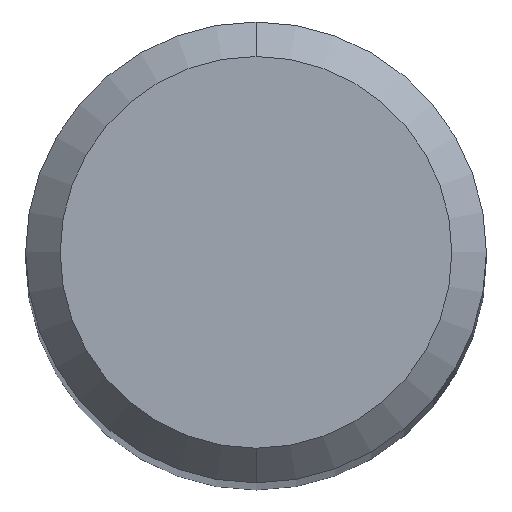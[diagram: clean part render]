
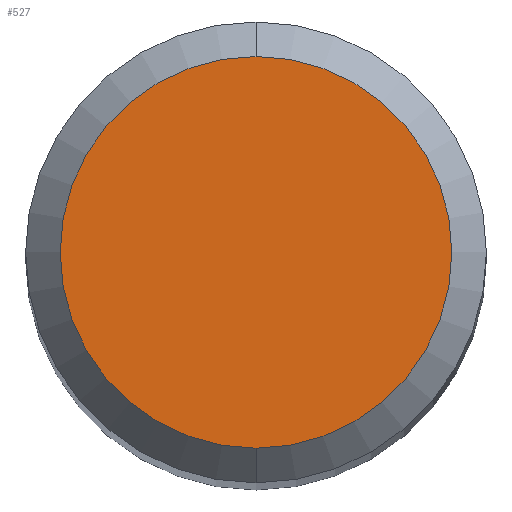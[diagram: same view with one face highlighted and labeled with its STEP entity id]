
A CAD part, top view. The second image highlights one B-rep face of the part: STEP entity #527.
In plain terms, the highlighted planar face has unit normal (0, 0, 1).
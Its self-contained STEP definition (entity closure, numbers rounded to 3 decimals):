
#527=ADVANCED_FACE('',(#1363),#1364,.T.);
#631=VERTEX_POINT('',#1475);
#671=VERTEX_POINT('',#1518);
#913=EDGE_CURVE('',#671,#631,#1783,.T.);
#1003=EDGE_CURVE('',#631,#671,#1881,.T.);
#1363=FACE_OUTER_BOUND('',#2478,.T.);
#1364=PLANE('',#2479);
#1475=CARTESIAN_POINT('',(0.,-1.7,0.0));
#1518=CARTESIAN_POINT('',(0.0,1.7,0.0));
#1783=CIRCLE('',#4392,1.7);
#1881=CIRCLE('',#4799,1.7);
#2478=EDGE_LOOP('',(#5964,#5965));
#2479=AXIS2_PLACEMENT_3D('',#5966,#5967,#5968);
#4392=AXIS2_PLACEMENT_3D('',#6403,#6404,#6405);
#4799=AXIS2_PLACEMENT_3D('',#6520,#6521,#6522);
#5964=ORIENTED_EDGE('',*,*,#913,.F.);
#5965=ORIENTED_EDGE('',*,*,#1003,.F.);
#5966=CARTESIAN_POINT('',(0.0,0.85,0.0));
#5967=DIRECTION('',(-0.0,0.0,1.0));
#5968=DIRECTION('',(0.0,-1.0,0.0));
#6403=CARTESIAN_POINT('',(0.0,0.0,0.0));
#6404=DIRECTION('',(0.0,0.0,-1.0));
#6405=DIRECTION('',(0.0,1.0,0.0));
#6520=CARTESIAN_POINT('',(0.0,0.0,0.0));
#6521=DIRECTION('',(0.0,0.0,-1.0));
#6522=DIRECTION('',(0.0,1.0,0.0));
